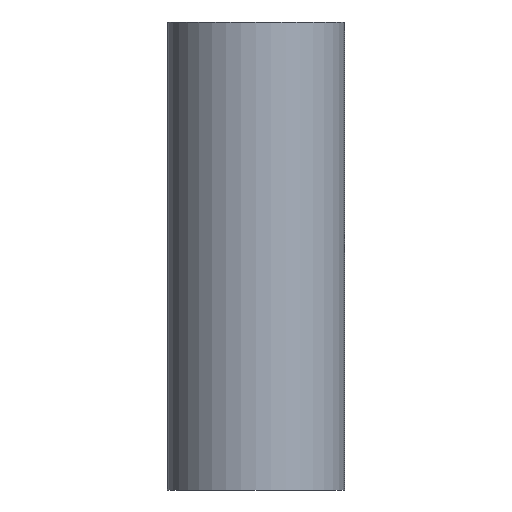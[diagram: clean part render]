
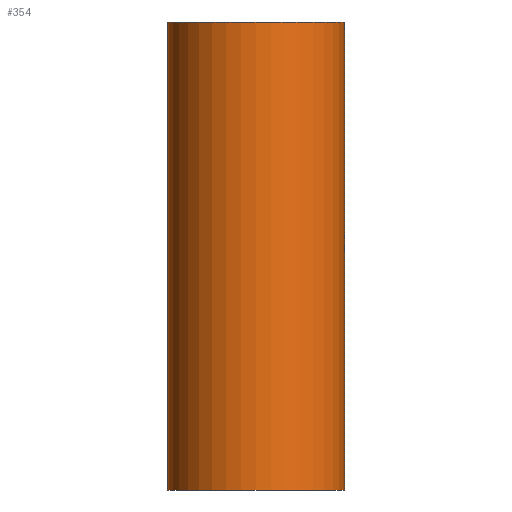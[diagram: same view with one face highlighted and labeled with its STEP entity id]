
A CAD part, left-side view. The second image highlights one B-rep face of the part: STEP entity #354.
In plain terms, the highlighted cylindrical face has radius 26.5 mm (diameter 53 mm), a full revolution.
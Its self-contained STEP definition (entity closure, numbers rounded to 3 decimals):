
#219=CARTESIAN_POINT('',(0.0,0.0,-140.0));
#220=DIRECTION('',(0.0,0.0,1.0));
#221=DIRECTION('',(-1.0,0.0,0.0));
#222=AXIS2_PLACEMENT_3D('',#219,#220,#221);
#223=CYLINDRICAL_SURFACE('',#222,26.5);
#224=CARTESIAN_POINT('',(26.5,0.,-140.0));
#225=VERTEX_POINT('',#224);
#226=CARTESIAN_POINT('',(0.0,0.0,-140.0));
#227=DIRECTION('',(0.0,0.0,-1.0));
#228=DIRECTION('',(-1.0,0.0,0.0));
#229=AXIS2_PLACEMENT_3D('',#226,#227,#228);
#230=CIRCLE('',#229,26.5);
#231=EDGE_CURVE('',#225,#225,#230,.T.);
#232=ORIENTED_EDGE('',*,*,#231,.F.);
#233=EDGE_LOOP('',(#232));
#234=FACE_OUTER_BOUND('',#233,.T.);
#235=CARTESIAN_POINT('',(0.,-26.5,0.));
#236=VERTEX_POINT('',#235);
#237=CARTESIAN_POINT('',(0.,26.5,0.));
#238=VERTEX_POINT('',#237);
#239=CARTESIAN_POINT('',(0.,-26.5,0.));
#240=CARTESIAN_POINT('',(0.,-26.5,-0.124));
#241=CARTESIAN_POINT('',(0.,-26.5,-0.249));
#242=CARTESIAN_POINT('',(0.,-26.5,-0.373));
#243=CARTESIAN_POINT('',(0.014,-26.5,-5.309));
#244=CARTESIAN_POINT('',(0.288,-26.504,-10.208));
#245=CARTESIAN_POINT('',(0.811,-26.488,-15.069));
#246=CARTESIAN_POINT('',(1.101,-26.479,-17.759));
#247=CARTESIAN_POINT('',(1.466,-26.463,-20.438));
#248=CARTESIAN_POINT('',(1.907,-26.431,-23.105));
#249=CARTESIAN_POINT('',(2.108,-26.417,-24.326));
#250=CARTESIAN_POINT('',(2.325,-26.399,-25.545));
#251=CARTESIAN_POINT('',(2.558,-26.376,-26.761));
#252=CARTESIAN_POINT('',(2.793,-26.353,-27.991));
#253=CARTESIAN_POINT('',(3.042,-26.326,-29.209));
#254=CARTESIAN_POINT('',(3.303,-26.293,-30.412));
#255=CARTESIAN_POINT('',(5.082,-26.07,-38.6));
#256=CARTESIAN_POINT('',(7.441,-25.589,-46.163));
#257=CARTESIAN_POINT('',(10.05,-24.52,-53.047));
#258=CARTESIAN_POINT('',(10.579,-24.304,-54.443));
#259=CARTESIAN_POINT('',(11.119,-24.062,-55.812));
#260=CARTESIAN_POINT('',(11.666,-23.794,-57.152));
#261=CARTESIAN_POINT('',(12.095,-23.584,-58.203));
#262=CARTESIAN_POINT('',(12.525,-23.358,-59.229));
#263=CARTESIAN_POINT('',(12.954,-23.118,-60.226));
#264=CARTESIAN_POINT('',(14.072,-22.492,-62.825));
#265=CARTESIAN_POINT('',(15.18,-21.764,-65.233));
#266=CARTESIAN_POINT('',(16.251,-20.932,-67.456));
#267=CARTESIAN_POINT('',(16.801,-20.505,-68.597));
#268=CARTESIAN_POINT('',(17.341,-20.051,-69.689));
#269=CARTESIAN_POINT('',(17.869,-19.569,-70.733));
#270=CARTESIAN_POINT('',(18.179,-19.286,-71.347));
#271=CARTESIAN_POINT('',(18.484,-18.994,-71.944));
#272=CARTESIAN_POINT('',(18.785,-18.692,-72.524));
#273=CARTESIAN_POINT('',(19.038,-18.437,-73.014));
#274=CARTESIAN_POINT('',(19.293,-18.171,-73.5));
#275=CARTESIAN_POINT('',(19.547,-17.893,-73.981));
#276=CARTESIAN_POINT('',(20.415,-16.944,-75.624));
#277=CARTESIAN_POINT('',(21.281,-15.861,-77.207));
#278=CARTESIAN_POINT('',(22.1,-14.624,-78.663));
#279=CARTESIAN_POINT('',(22.368,-14.218,-79.142));
#280=CARTESIAN_POINT('',(22.632,-13.795,-79.606));
#281=CARTESIAN_POINT('',(22.889,-13.355,-80.055));
#282=CARTESIAN_POINT('',(23.114,-12.97,-80.449));
#283=CARTESIAN_POINT('',(23.33,-12.576,-80.824));
#284=CARTESIAN_POINT('',(23.536,-12.178,-81.179));
#285=CARTESIAN_POINT('',(24.264,-10.77,-82.435));
#286=CARTESIAN_POINT('',(24.866,-9.298,-83.445));
#287=CARTESIAN_POINT('',(25.331,-7.783,-84.219));
#288=CARTESIAN_POINT('',(25.574,-6.992,-84.623));
#289=CARTESIAN_POINT('',(25.78,-6.192,-84.962));
#290=CARTESIAN_POINT('',(25.951,-5.365,-85.243));
#291=CARTESIAN_POINT('',(26.167,-4.321,-85.597));
#292=CARTESIAN_POINT('',(26.325,-3.238,-85.855));
#293=CARTESIAN_POINT('',(26.415,-2.124,-86.001));
#294=CARTESIAN_POINT('',(26.468,-1.46,-86.088));
#295=CARTESIAN_POINT('',(26.497,-0.788,-86.134));
#296=CARTESIAN_POINT('',(26.5,-0.12,-86.139));
#297=CARTESIAN_POINT('',(26.504,0.807,-86.146));
#298=CARTESIAN_POINT('',(26.459,1.732,-86.074));
#299=CARTESIAN_POINT('',(26.367,2.65,-85.923));
#300=CARTESIAN_POINT('',(26.3,3.32,-85.814));
#301=CARTESIAN_POINT('',(26.208,3.976,-85.664));
#302=CARTESIAN_POINT('',(26.095,4.617,-85.478));
#303=CARTESIAN_POINT('',(25.922,5.591,-85.196));
#304=CARTESIAN_POINT('',(25.7,6.53,-84.83));
#305=CARTESIAN_POINT('',(25.437,7.432,-84.393));
#306=CARTESIAN_POINT('',(25.292,7.928,-84.153));
#307=CARTESIAN_POINT('',(25.134,8.413,-83.891));
#308=CARTESIAN_POINT('',(24.962,8.896,-83.603));
#309=CARTESIAN_POINT('',(24.372,10.552,-82.614));
#310=CARTESIAN_POINT('',(23.616,12.149,-81.333));
#311=CARTESIAN_POINT('',(22.712,13.653,-79.746));
#312=CARTESIAN_POINT('',(22.101,14.669,-78.673));
#313=CARTESIAN_POINT('',(21.423,15.642,-77.462));
#314=CARTESIAN_POINT('',(20.691,16.556,-76.116));
#315=CARTESIAN_POINT('',(19.77,17.708,-74.42));
#316=CARTESIAN_POINT('',(18.76,18.772,-72.508));
#317=CARTESIAN_POINT('',(17.685,19.736,-70.368));
#318=CARTESIAN_POINT('',(17.168,20.199,-69.341));
#319=CARTESIAN_POINT('',(16.637,20.638,-68.261));
#320=CARTESIAN_POINT('',(16.093,21.054,-67.128));
#321=CARTESIAN_POINT('',(15.664,21.382,-66.232));
#322=CARTESIAN_POINT('',(15.231,21.692,-65.311));
#323=CARTESIAN_POINT('',(14.797,21.984,-64.368));
#324=CARTESIAN_POINT('',(13.043,23.165,-60.553));
#325=CARTESIAN_POINT('',(11.271,24.052,-56.362));
#326=CARTESIAN_POINT('',(9.586,24.706,-51.807));
#327=CARTESIAN_POINT('',(8.399,25.166,-48.6));
#328=CARTESIAN_POINT('',(7.255,25.511,-45.213));
#329=CARTESIAN_POINT('',(6.195,25.766,-41.649));
#330=CARTESIAN_POINT('',(5.661,25.894,-39.854));
#331=CARTESIAN_POINT('',(5.145,26.,-38.005));
#332=CARTESIAN_POINT('',(4.655,26.088,-36.102));
#333=CARTESIAN_POINT('',(3.127,26.361,-30.175));
#334=CARTESIAN_POINT('',(1.841,26.449,-23.734));
#335=CARTESIAN_POINT('',(1.011,26.481,-16.827));
#336=CARTESIAN_POINT('',(0.383,26.505,-11.602));
#337=CARTESIAN_POINT('',(0.016,26.5,-6.11));
#338=CARTESIAN_POINT('',(0.,26.5,-0.373));
#339=CARTESIAN_POINT('',(0.,26.5,-0.249));
#340=CARTESIAN_POINT('',(0.,26.5,-0.124));
#341=CARTESIAN_POINT('',(0.,26.5,0.));
#342=B_SPLINE_CURVE_WITH_KNOTS('',3,(#239,#240,#241,#242,#243,#244,#245,#246,#247,#248,#249,#250,#251,#252,#253,#254,#255,#256,#257,#258,#259,#260,#261,#262,#263,#264,#265,#266,#267,#268,#269,#270,#271,#272,#273,#274,#275,#276,#277,#278,#279,#280,#281,#282,#283,#284,#285,#286,#287,#288,#289,#290,#291,#292,#293,#294,#295,#296,#297,#298,#299,#300,#301,#302,#303,#304,#305,#306,#307,#308,#309,#310,#311,#312,#313,#314,#315,#316,#317,#318,#319,#320,#321,#322,#323,#324,#325,#326,#327,#328,#329,#330,#331,#332,#333,#334,#335,#336,#337,#338,#339,#340,#341),.UNSPECIFIED.,.F.,.U.,(4,3,3,3,3,3,3,3,3,3,3,3,3,3,3,3,3,3,3,3,3,3,3,3,3,3,3,3,3,3,3,3,3,3,4),(-34.577,-34.523,-32.365,-31.171,-30.624,-30.072,-26.313,-25.55,-24.952,-23.393,-22.592,-22.121,-21.724,-20.366,-19.92,-19.53,-18.147,-17.426,-16.514,-15.971,-15.218,-14.668,-13.833,-13.373,-11.796,-10.731,-9.39,-8.746,-8.237,-6.178,-4.727,-3.997,-1.721,0.0,0.037),.UNSPECIFIED.);
#343=EDGE_CURVE('',#236,#238,#342,.T.);
#344=ORIENTED_EDGE('',*,*,#343,.F.);
#345=CARTESIAN_POINT('',(0.0,0.0,0.0));
#346=DIRECTION('',(0.0,0.0,-1.0));
#347=DIRECTION('',(-1.0,0.0,0.0));
#348=AXIS2_PLACEMENT_3D('',#345,#346,#347);
#349=CIRCLE('',#348,26.5);
#350=EDGE_CURVE('',#236,#238,#349,.T.);
#351=ORIENTED_EDGE('',*,*,#350,.T.);
#352=EDGE_LOOP('',(#344,#351));
#353=FACE_BOUND('',#352,.T.);
#354=ADVANCED_FACE('',(#234,#353),#223,.T.);
